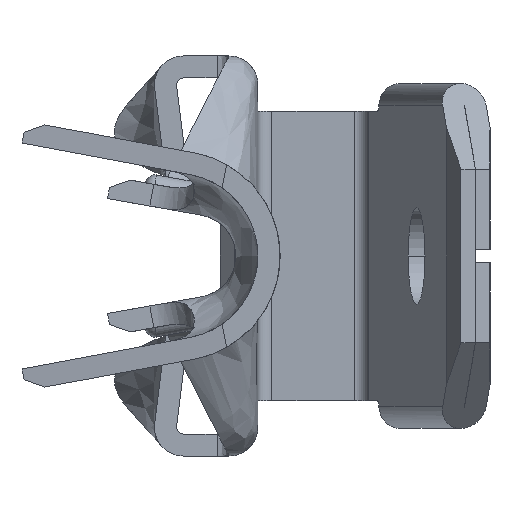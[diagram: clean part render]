
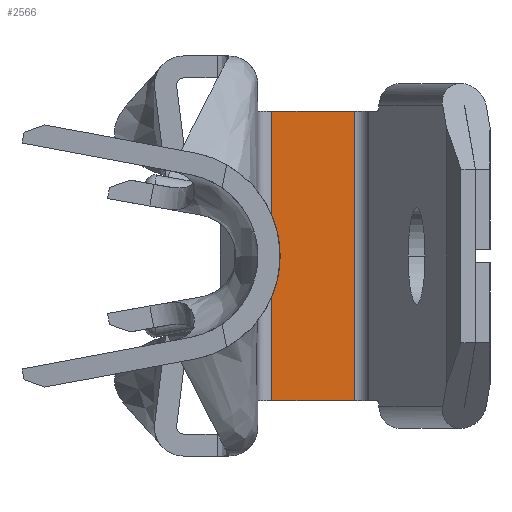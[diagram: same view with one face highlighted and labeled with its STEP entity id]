
A CAD part, left-side view. The second image highlights one B-rep face of the part: STEP entity #2566.
In plain terms, the highlighted planar face has unit normal (-1, 0, 0).
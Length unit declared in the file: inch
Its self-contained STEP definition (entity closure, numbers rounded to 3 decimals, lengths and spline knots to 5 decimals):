
#650 = DIRECTION ( 'NONE',  ( 1., 0., 0. ) ) ;
#938 = EDGE_CURVE ( 'NONE', #6104, #7318, #3994, .T. ) ;
#1607 = CARTESIAN_POINT ( 'NONE',  ( 0.014, -0.026, -0.105 ) ) ;
#1780 = VECTOR ( 'NONE', #2223, 39.37008 ) ;
#1797 = DIRECTION ( 'NONE',  ( 0., -1., 0. ) ) ;
#1829 = CARTESIAN_POINT ( 'NONE',  ( 0.014, -0.026, 0.105 ) ) ;
#2038 = EDGE_CURVE ( 'NONE', #2696, #7129, #6744, .T. ) ;
#2223 = DIRECTION ( 'NONE',  ( 0., 0., -1. ) ) ;
#2566 = ADVANCED_FACE ( 'NONE', ( #6736 ), #7519, .F. ) ;
#2631 = DIRECTION ( 'NONE',  ( 0., 0., -1. ) ) ;
#2696 = VERTEX_POINT ( 'NONE', #3167 ) ;
#3167 = CARTESIAN_POINT ( 'NONE',  ( 0.014, -0.026, -0.105 ) ) ;
#3265 = CARTESIAN_POINT ( 'NONE',  ( 0.014, -0.086, 0.105 ) ) ;
#3593 = LINE ( 'NONE', #7804, #3820 ) ;
#3695 = ORIENTED_EDGE ( 'NONE', *, *, #4225, .T. ) ;
#3820 = VECTOR ( 'NONE', #2631, 39.37008 ) ;
#3994 = LINE ( 'NONE', #1829, #7276 ) ;
#4039 = EDGE_CURVE ( 'NONE', #7318, #7129, #7217, .T. ) ;
#4225 = EDGE_CURVE ( 'NONE', #6104, #2696, #3593, .T. ) ;
#4360 = CARTESIAN_POINT ( 'NONE',  ( 0.014, -0.086, 0.105 ) ) ;
#4652 = EDGE_LOOP ( 'NONE', ( #7649, #8109, #8073, #3695 ) ) ;
#5303 = CARTESIAN_POINT ( 'NONE',  ( 0.014, -0.086, -0.105 ) ) ;
#5595 = AXIS2_PLACEMENT_3D ( 'NONE', #6867, #650, #5639 ) ;
#5639 = DIRECTION ( 'NONE',  ( 0., 1., 0. ) ) ;
#5876 = VECTOR ( 'NONE', #6432, 39.37008 ) ;
#6104 = VERTEX_POINT ( 'NONE', #6165 ) ;
#6165 = CARTESIAN_POINT ( 'NONE',  ( 0.014, -0.026, 0.105 ) ) ;
#6432 = DIRECTION ( 'NONE',  ( 0., -1., 0. ) ) ;
#6736 = FACE_OUTER_BOUND ( 'NONE', #4652, .T. ) ;
#6744 = LINE ( 'NONE', #1607, #5876 ) ;
#6867 = CARTESIAN_POINT ( 'NONE',  ( 0.014, -0.026, 0.105 ) ) ;
#7129 = VERTEX_POINT ( 'NONE', #5303 ) ;
#7217 = LINE ( 'NONE', #4360, #1780 ) ;
#7276 = VECTOR ( 'NONE', #1797, 39.37008 ) ;
#7318 = VERTEX_POINT ( 'NONE', #3265 ) ;
#7519 = PLANE ( 'NONE',  #5595 ) ;
#7649 = ORIENTED_EDGE ( 'NONE', *, *, #2038, .T. ) ;
#7804 = CARTESIAN_POINT ( 'NONE',  ( 0.014, -0.026, 0.105 ) ) ;
#8073 = ORIENTED_EDGE ( 'NONE', *, *, #938, .F. ) ;
#8109 = ORIENTED_EDGE ( 'NONE', *, *, #4039, .F. ) ;
